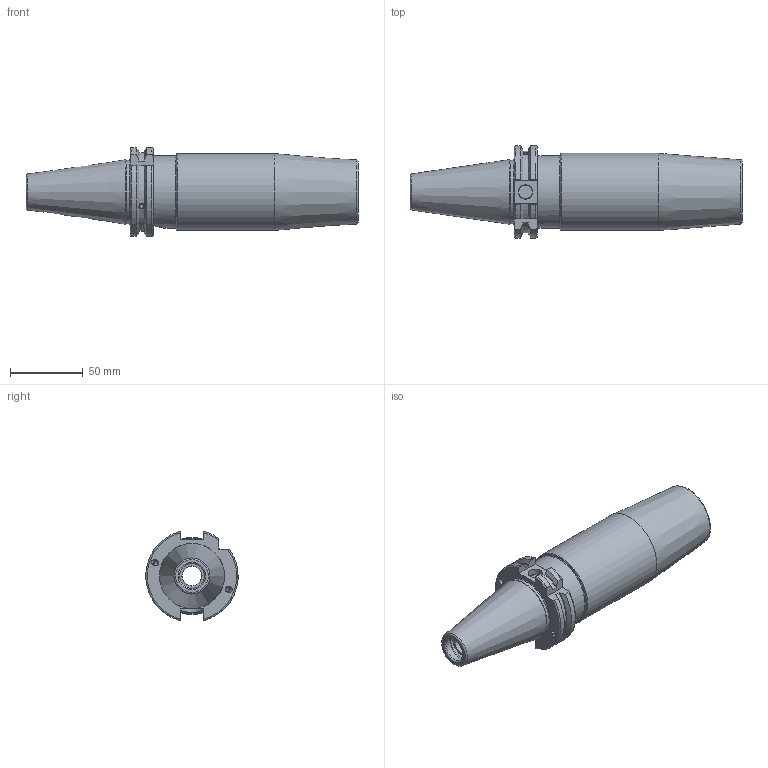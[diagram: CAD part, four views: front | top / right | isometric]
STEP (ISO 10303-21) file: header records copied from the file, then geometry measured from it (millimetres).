
FILE_DESCRIPTION(/* description */ (''),/* implementation_level */ '2;1');
FILE_NAME(/* name */ 'SK40ADB-SFH25C-160.stp',/* time_stamp */ '2021-09-29T11:36:10+09:00',/* author */ ('ssktool'),/* organization */ (''),/* preprocessor_version */ 'ST-DEVELOPER v18.1',/* originating_system */ 'Autodesk Inventor 2020',/* authorisation */ '');
FILE_SCHEMA (('AUTOMOTIVE_DESIGN { 1 0 10303 214 3 1 1 }'));
Length unit declared in the file: millimetre
Products named in the file (1): SK40ADB-SFH25C-160
Bounding box: 228.4 x 63.38 x 61.22 mm (x, y, z)
Volume: 343350.5 mm3; surface area: 52384.7 mm2
Topology: 1 solids, 1 shells, 111 faces, 337 edges, 230 vertices
Faces by surface type: plane 40, cylinder 37, torus 16, cone 16, bspline 2
Full cylindrical faces by diameter (mm): 2.5 x2, 3.242 x8, 4 x4, 10 x1, 13.5 x1, 13.835 x1, 14.917 x1, 17 x1, 17.6 x1, 25 x1, 26.2 x1, 43.8 x1, 50 x1, 53 x1
Entity records: 4221 total; most frequent: CARTESIAN_POINT 1122, ORIENTED_EDGE 662, DIRECTION 658, EDGE_CURVE 331, AXIS2_PLACEMENT_3D 276, VERTEX_POINT 230, CIRCLE 144, EDGE_LOOP 129
